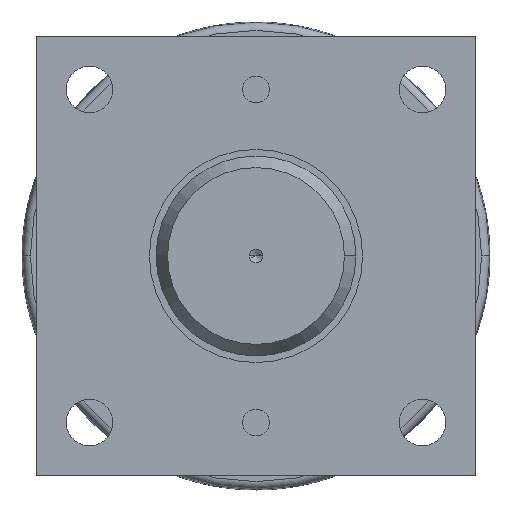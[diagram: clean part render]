
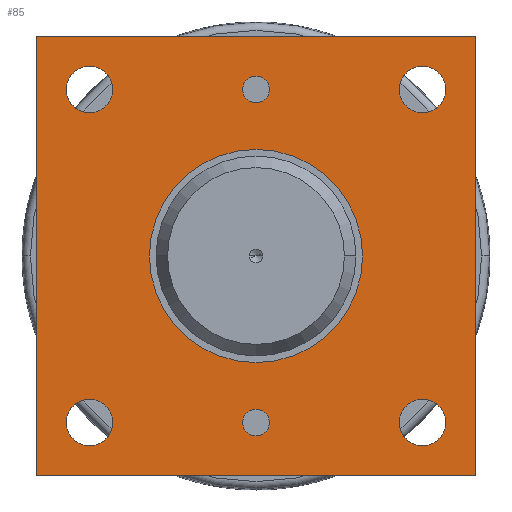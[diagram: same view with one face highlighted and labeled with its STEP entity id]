
A CAD part, left-side view. The second image highlights one B-rep face of the part: STEP entity #85.
In plain terms, the highlighted planar face has unit normal (-1, 0, 0).
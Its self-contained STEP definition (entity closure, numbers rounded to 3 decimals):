
#85=ADVANCED_FACE('',(#160,#161,#162,#163,#164,#165,#166,#167),#168,.F.);
#160=FACE_OUTER_BOUND('',#296,.T.);
#161=FACE_BOUND('',#297,.T.);
#162=FACE_BOUND('',#298,.T.);
#163=FACE_BOUND('',#299,.T.);
#164=FACE_BOUND('',#300,.T.);
#165=FACE_BOUND('',#301,.T.);
#166=FACE_BOUND('',#302,.T.);
#167=FACE_BOUND('',#303,.T.);
#168=PLANE('',#304);
#296=EDGE_LOOP('',(#489,#490,#491,#492));
#297=EDGE_LOOP('',(#493,#494));
#298=EDGE_LOOP('',(#495,#496));
#299=EDGE_LOOP('',(#497,#498));
#300=EDGE_LOOP('',(#499,#500));
#301=EDGE_LOOP('',(#501,#502));
#302=EDGE_LOOP('',(#503,#504));
#303=EDGE_LOOP('',(#505,#506));
#304=AXIS2_PLACEMENT_3D('',#507,#508,#509);
#489=ORIENTED_EDGE('',*,*,#875,.F.);
#490=ORIENTED_EDGE('',*,*,#876,.F.);
#491=ORIENTED_EDGE('',*,*,#877,.F.);
#492=ORIENTED_EDGE('',*,*,#878,.F.);
#493=ORIENTED_EDGE('',*,*,#853,.F.);
#494=ORIENTED_EDGE('',*,*,#874,.F.);
#495=ORIENTED_EDGE('',*,*,#849,.F.);
#496=ORIENTED_EDGE('',*,*,#879,.F.);
#497=ORIENTED_EDGE('',*,*,#845,.F.);
#498=ORIENTED_EDGE('',*,*,#880,.F.);
#499=ORIENTED_EDGE('',*,*,#841,.F.);
#500=ORIENTED_EDGE('',*,*,#881,.F.);
#501=ORIENTED_EDGE('',*,*,#857,.F.);
#502=ORIENTED_EDGE('',*,*,#861,.F.);
#503=ORIENTED_EDGE('',*,*,#837,.T.);
#504=ORIENTED_EDGE('',*,*,#882,.T.);
#505=ORIENTED_EDGE('',*,*,#833,.T.);
#506=ORIENTED_EDGE('',*,*,#883,.T.);
#507=CARTESIAN_POINT('',(0.0,0.0,0.0));
#508=DIRECTION('',(1.0,0.,0.));
#509=DIRECTION('',(0.,0.0,1.0));
#833=EDGE_CURVE('',#963,#960,#964,.T.);
#837=EDGE_CURVE('',#971,#968,#972,.T.);
#841=EDGE_CURVE('',#976,#979,#980,.T.);
#845=EDGE_CURVE('',#984,#987,#988,.T.);
#849=EDGE_CURVE('',#992,#995,#996,.T.);
#853=EDGE_CURVE('',#1000,#1003,#1004,.T.);
#857=EDGE_CURVE('',#1008,#1011,#1012,.T.);
#861=EDGE_CURVE('',#1011,#1008,#1017,.T.);
#874=EDGE_CURVE('',#1003,#1000,#1036,.T.);
#875=EDGE_CURVE('',#1037,#1038,#1039,.T.);
#876=EDGE_CURVE('',#1040,#1037,#1041,.T.);
#877=EDGE_CURVE('',#1042,#1040,#1043,.T.);
#878=EDGE_CURVE('',#1038,#1042,#1044,.T.);
#879=EDGE_CURVE('',#995,#992,#1045,.T.);
#880=EDGE_CURVE('',#987,#984,#1046,.T.);
#881=EDGE_CURVE('',#979,#976,#1047,.T.);
#882=EDGE_CURVE('',#968,#971,#1048,.T.);
#883=EDGE_CURVE('',#960,#963,#1049,.T.);
#960=VERTEX_POINT('',#1171);
#963=VERTEX_POINT('',#1175);
#964=CIRCLE('',#1176,5.0);
#968=VERTEX_POINT('',#1181);
#971=VERTEX_POINT('',#1185);
#972=CIRCLE('',#1186,5.0);
#976=VERTEX_POINT('',#1191);
#979=VERTEX_POINT('',#1195);
#980=CIRCLE('',#1196,8.75);
#984=VERTEX_POINT('',#1201);
#987=VERTEX_POINT('',#1205);
#988=CIRCLE('',#1206,8.75);
#992=VERTEX_POINT('',#1211);
#995=VERTEX_POINT('',#1215);
#996=CIRCLE('',#1216,8.75);
#1000=VERTEX_POINT('',#1221);
#1003=VERTEX_POINT('',#1225);
#1004=CIRCLE('',#1226,8.75);
#1008=VERTEX_POINT('',#1231);
#1011=VERTEX_POINT('',#1235);
#1012=CIRCLE('',#1236,40.0);
#1017=CIRCLE('',#1242,40.0);
#1036=CIRCLE('',#1265,8.75);
#1037=VERTEX_POINT('',#1266);
#1038=VERTEX_POINT('',#1267);
#1039=LINE('',#1268,#1269);
#1040=VERTEX_POINT('',#1270);
#1041=LINE('',#1271,#1272);
#1042=VERTEX_POINT('',#1273);
#1043=LINE('',#1274,#1275);
#1044=LINE('',#1276,#1277);
#1045=CIRCLE('',#1278,8.75);
#1046=CIRCLE('',#1279,8.75);
#1047=CIRCLE('',#1280,8.75);
#1048=CIRCLE('',#1281,5.0);
#1049=CIRCLE('',#1282,5.0);
#1171=CARTESIAN_POINT('',(0.,0.,-57.5));
#1175=CARTESIAN_POINT('',(0.,0.,-67.5));
#1176=AXIS2_PLACEMENT_3D('',#1429,#1430,#1431);
#1181=CARTESIAN_POINT('',(0.,0.,67.5));
#1185=CARTESIAN_POINT('',(0.,0.,57.5));
#1186=AXIS2_PLACEMENT_3D('',#1437,#1438,#1439);
#1191=CARTESIAN_POINT('',(0.,62.5,71.25));
#1195=CARTESIAN_POINT('',(0.,62.5,53.75));
#1196=AXIS2_PLACEMENT_3D('',#1445,#1446,#1447);
#1201=CARTESIAN_POINT('',(0.,-62.5,71.25));
#1205=CARTESIAN_POINT('',(0.,-62.5,53.75));
#1206=AXIS2_PLACEMENT_3D('',#1453,#1454,#1455);
#1211=CARTESIAN_POINT('',(0.,62.5,-53.75));
#1215=CARTESIAN_POINT('',(0.,62.5,-71.25));
#1216=AXIS2_PLACEMENT_3D('',#1461,#1462,#1463);
#1221=CARTESIAN_POINT('',(0.,-62.5,-53.75));
#1225=CARTESIAN_POINT('',(0.,-62.5,-71.25));
#1226=AXIS2_PLACEMENT_3D('',#1469,#1470,#1471);
#1231=CARTESIAN_POINT('',(0.,0.,40.0));
#1235=CARTESIAN_POINT('',(0.,0.,-40.0));
#1236=AXIS2_PLACEMENT_3D('',#1477,#1478,#1479);
#1242=AXIS2_PLACEMENT_3D('',#1487,#1488,#1489);
#1265=AXIS2_PLACEMENT_3D('',#1518,#1519,#1520);
#1266=CARTESIAN_POINT('',(0.,-82.5,82.5));
#1267=CARTESIAN_POINT('',(0.,-82.5,-82.5));
#1268=CARTESIAN_POINT('',(0.,-82.5,82.5));
#1269=VECTOR('',#1521,165.0);
#1270=CARTESIAN_POINT('',(0.,82.5,82.5));
#1271=CARTESIAN_POINT('',(0.,82.5,82.5));
#1272=VECTOR('',#1522,165.0);
#1273=CARTESIAN_POINT('',(0.,82.5,-82.5));
#1274=CARTESIAN_POINT('',(0.,82.5,-82.5));
#1275=VECTOR('',#1523,165.0);
#1276=CARTESIAN_POINT('',(0.,-82.5,-82.5));
#1277=VECTOR('',#1524,165.0);
#1278=AXIS2_PLACEMENT_3D('',#1525,#1526,#1527);
#1279=AXIS2_PLACEMENT_3D('',#1528,#1529,#1530);
#1280=AXIS2_PLACEMENT_3D('',#1531,#1532,#1533);
#1281=AXIS2_PLACEMENT_3D('',#1534,#1535,#1536);
#1282=AXIS2_PLACEMENT_3D('',#1537,#1538,#1539);
#1429=CARTESIAN_POINT('',(0.,0.,-62.5));
#1430=DIRECTION('',(1.0,0.,0.));
#1431=DIRECTION('',(0.,0.,-1.0));
#1437=CARTESIAN_POINT('',(0.,0.,62.5));
#1438=DIRECTION('',(1.0,0.,0.));
#1439=DIRECTION('',(0.,0.,-1.0));
#1445=CARTESIAN_POINT('',(0.,62.5,62.5));
#1446=DIRECTION('',(-1.0,0.,0.));
#1447=DIRECTION('',(0.,0.,-1.0));
#1453=CARTESIAN_POINT('',(0.,-62.5,62.5));
#1454=DIRECTION('',(-1.0,0.,0.));
#1455=DIRECTION('',(0.,0.,-1.0));
#1461=CARTESIAN_POINT('',(0.,62.5,-62.5));
#1462=DIRECTION('',(-1.0,0.,0.));
#1463=DIRECTION('',(0.,0.,-1.0));
#1469=CARTESIAN_POINT('',(0.,-62.5,-62.5));
#1470=DIRECTION('',(-1.0,0.,0.));
#1471=DIRECTION('',(0.,0.,-1.0));
#1477=CARTESIAN_POINT('',(0.0,0.0,0.0));
#1478=DIRECTION('',(-1.0,0.,0.));
#1479=DIRECTION('',(0.,0.,-1.0));
#1487=CARTESIAN_POINT('',(0.0,0.0,0.0));
#1488=DIRECTION('',(-1.0,0.,0.));
#1489=DIRECTION('',(0.,0.,-1.0));
#1518=CARTESIAN_POINT('',(0.,-62.5,-62.5));
#1519=DIRECTION('',(-1.0,0.,0.));
#1520=DIRECTION('',(0.,0.,-1.0));
#1521=DIRECTION('',(0.,0.,-1.0));
#1522=DIRECTION('',(0.0,-1.0,0.));
#1523=DIRECTION('',(0.,0.,1.0));
#1524=DIRECTION('',(0.0,1.0,0.));
#1525=CARTESIAN_POINT('',(0.,62.5,-62.5));
#1526=DIRECTION('',(-1.0,0.,0.));
#1527=DIRECTION('',(0.,0.,-1.0));
#1528=CARTESIAN_POINT('',(0.,-62.5,62.5));
#1529=DIRECTION('',(-1.0,0.,0.));
#1530=DIRECTION('',(0.,0.,-1.0));
#1531=CARTESIAN_POINT('',(0.,62.5,62.5));
#1532=DIRECTION('',(-1.0,0.,0.));
#1533=DIRECTION('',(0.,0.,-1.0));
#1534=CARTESIAN_POINT('',(0.,0.,62.5));
#1535=DIRECTION('',(1.0,0.,0.));
#1536=DIRECTION('',(0.,0.,-1.0));
#1537=CARTESIAN_POINT('',(0.,0.,-62.5));
#1538=DIRECTION('',(1.0,0.,0.));
#1539=DIRECTION('',(0.,0.,-1.0));
